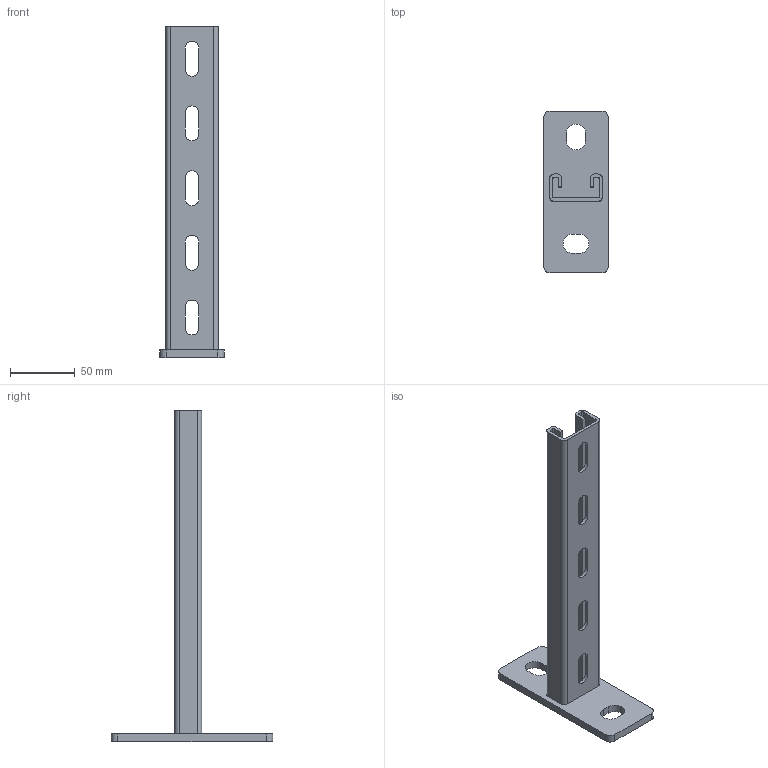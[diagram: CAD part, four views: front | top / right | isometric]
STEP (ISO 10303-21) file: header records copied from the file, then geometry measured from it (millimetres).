
FILE_DESCRIPTION (( 'STEP AP203' ), '1' );
FILE_NAME ('Êîíñîëü BBP-21_BBP2120.STEP', '2012-11-19T06:29:54', ( 'Àñååâ' ), ( '' ), 'SwSTEP 2.0', 'SolidWorks 2012', '' );
FILE_SCHEMA (( 'CONFIG_CONTROL_DESIGN' ));
Length unit declared in the file: millimetre
Products named in the file (1): Êîíñîëü BBP-21_BBP2120
Bounding box: 50 x 125 x 256 mm (x, y, z)
Volume: 94356.3 mm3; surface area: 64263.5 mm2
Topology: 1 solids, 1 shells, 67 faces, 192 edges, 128 vertices
Faces by surface type: plane 37, cylinder 30
Entity records: 2311 total; most frequent: DIRECTION 388, CARTESIAN_POINT 388, ORIENTED_EDGE 384, EDGE_CURVE 192, VECTOR 132, LINE 132, VERTEX_POINT 128, AXIS2_PLACEMENT_3D 128
